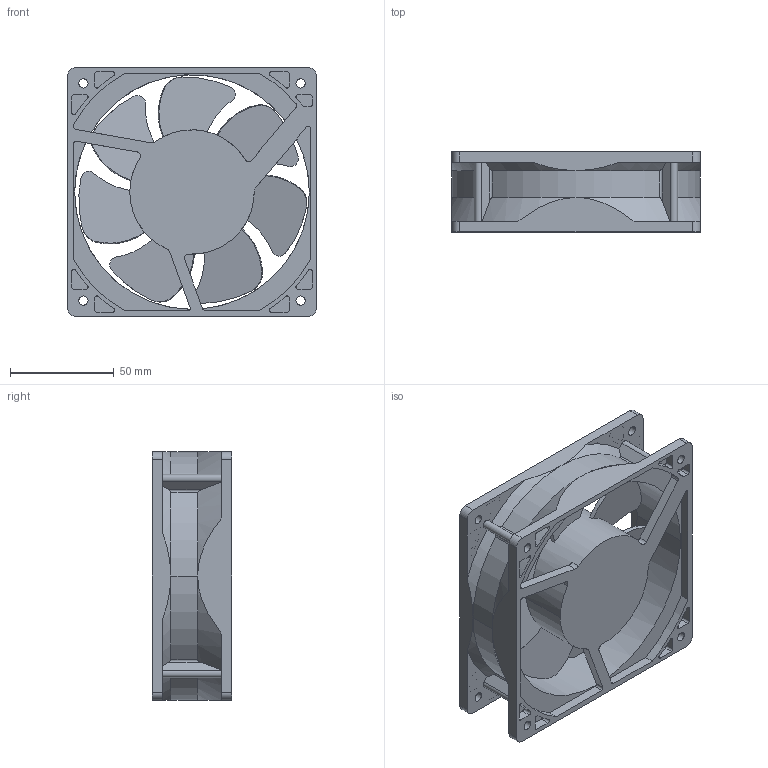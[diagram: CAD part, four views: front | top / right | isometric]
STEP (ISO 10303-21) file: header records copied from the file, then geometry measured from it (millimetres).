
FILE_DESCRIPTION(('starvars output'),'2;1');
FILE_NAME('cndc-mk5_out.stp','14:35:59 2014/09/16',( 'Thomas Industrial Network Germany GmbH'),( 'Thomas Industrial Network Germany GmbH'),'unknown preprocess','ACIS' ,'unknown authorization');
FILE_SCHEMA(('AUTOMOTIVE_DESIGN_CC2 {UNKNOWN IMPLEMENTATION LEVEL}'));
Length unit declared in the file: millimetre
Products named in the file (1): PRODUCT_ID_15
Bounding box: 120 x 38.5 x 120 mm (x, y, z)
Volume: 194390.4 mm3; surface area: 72853 mm2
Topology: 1 solids, 1 shells, 314 faces, 858 edges, 566 vertices
Faces by surface type: cylinder 177, plane 121, cone 16
Entity records: 12202 total; most frequent: CARTESIAN_POINT 1951, ORIENTED_EDGE 1716, DIRECTION 1534, EDGE_CURVE 858, AXIS2_PLACEMENT_3D 575, VERTEX_POINT 566, VECTOR 384, LINE 384
